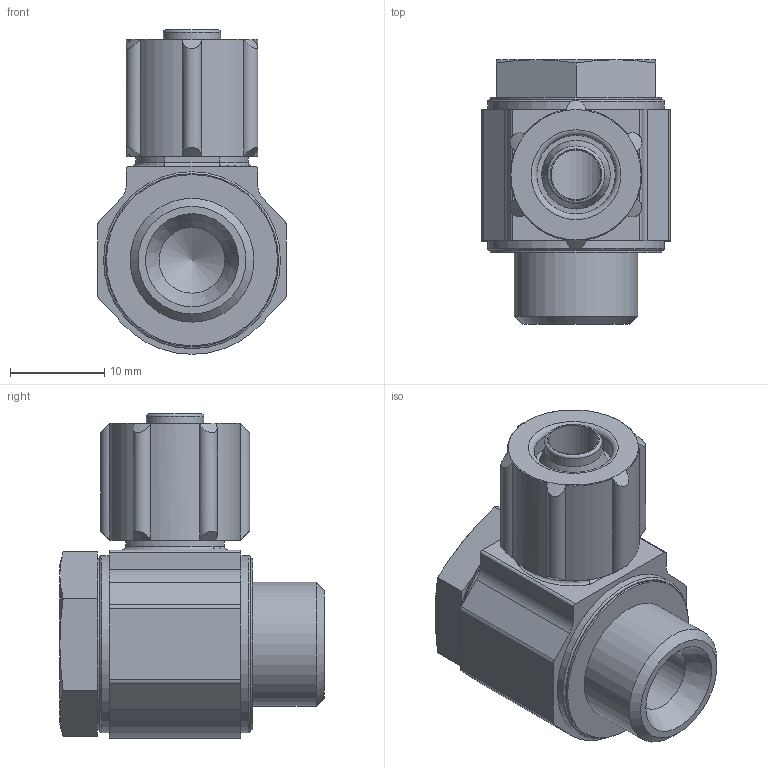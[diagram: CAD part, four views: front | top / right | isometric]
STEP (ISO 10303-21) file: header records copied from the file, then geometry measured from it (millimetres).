
FILE_DESCRIPTION(/* description */ ('STEP AP214'),/* implementation_level */ '2;1');
FILE_NAME(/* name */ '6262_LCK-1_4-PK-6-KU',/* time_stamp */ '2024-08-29T20:17:15+02:00',/* author */ ('License CC BY-ND 4.0'),/* organization */ ('CADENAS'),/* preprocessor_version */ 'ST-DEVELOPER v19.3',/* originating_system */ 'PARTsolutions',/* authorisation */ ' ');
FILE_SCHEMA (('AUTOMOTIVE_DESIGN {1 0 10303 214 3 1 1}'));
Length unit declared in the file: millimetre
Products named in the file (1): 6262 LCK-1/4-PK-6-KU
Bounding box: 20 x 28.1 x 34.5 mm (x, y, z)
Volume: 8148.4 mm3; surface area: 3919.3 mm2
Topology: 1 solids, 1 shells, 93 faces, 221 edges, 138 vertices
Faces by surface type: plane 40, cylinder 35, cone 12, torus 6
Full cylindrical faces by diameter (mm): 5.3 x1, 6.1 x1, 7 x1, 7.3 x1, 8.35 x1, 13.157 x1, 18.2 x2, 18.8 x2
Entity records: 2627 total; most frequent: CARTESIAN_POINT 577, DIRECTION 430, ORIENTED_EDGE 382, EDGE_CURVE 191, AXIS2_PLACEMENT_3D 174, VERTEX_POINT 130, FACE_BOUND 125, EDGE_LOOP 124
